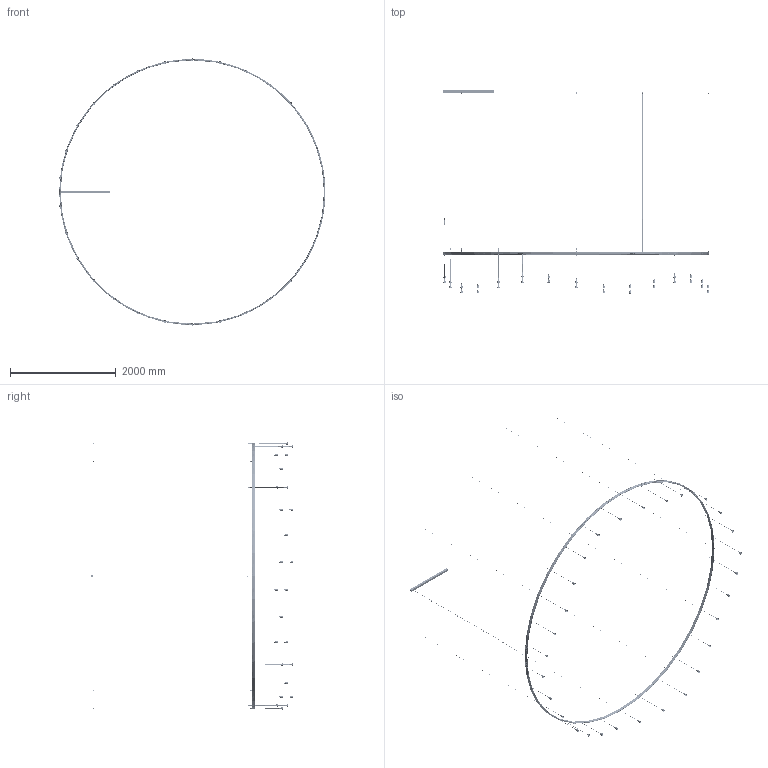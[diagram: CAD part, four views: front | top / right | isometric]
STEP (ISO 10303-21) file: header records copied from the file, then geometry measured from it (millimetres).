
FILE_DESCRIPTION (( 'STEP AP203' ), '1' );
FILE_NAME ('35724xxxyyy SKYBELL CIRCLE S 30L 40.STEP', '2020-06-10T08:58:51', ( '' ), ( '' ), 'SwSTEP 2.0', 'SolidWorks 2019', '' );
FILE_SCHEMA (( 'CONFIG_CONTROL_DESIGN' ));
Length unit declared in the file: millimetre
Products named in the file (141): 908-053-500; 357-009 +357-012; 357-002; SUB357-001 - para aligerar; 357-005; 908-053-180; 920-003; D7985-256 A2; SUB357-004 - para aligerar; SUB357-044; 259-104_COLOCADA; 908-053-250; SUB357-033; 357-126; 920-062; 357-133; 357-003; 914-072; 357-120; SUB35-002 - para aligerar; 357-232; D965-48-A2; 357-184; D934-M3; SUB357-021 - para aligerar; 357-136; D913-512A2; 357-183; 918-052; 909-085; 357-116; D965-416A2; 357-050; 35724xxxyyy SKYBELL CIRCLE S 30L 40; 914-187; 357-001; 259-809; 357-009; 357-102; CABLE S 12 ...
Assembly tree (546 placements, depth 4):
  914-072
  35724xxxyyy SKYBELL CIRCLE S 30L 40
    357-102  x6
    SUB357-033
      357-051
      357-050
      D965-416A2  x2
      920-062
      920-003
      920-054
      920-053
      D913-512A2
      914-187  x2
    357-009 +357-012
      357-009
    357-009 +357-012
      357-009
    357-009 +357-012
      357-009
    357-009 +357-012
      357-009
    357-009 +357-012
      357-009
    357-009 +357-012
      357-009
    357-009 +357-012
      357-009
    357-009 +357-012
      357-009
    357-009 +357-012
      357-009
    357-009 +357-012
      357-009
    357-009 +357-012
      357-009
    357-009 +357-012
      357-009
    357-009 +357-012
      357-009
    357-009 +357-012
      357-009
    357-009 +357-012
      357-009
    357-009 +357-012
      357-009
    357-009 +357-012
      357-009
    357-009 +357-012
      357-009
    357-009 +357-012
      357-009
    357-009 +357-012
      357-009
    357-009 +357-012
      357-009
    357-009 +357-012
      357-009
    357-009 +357-012
      357-009
    357-009 +357-012
Bounding box: 5038.72 x 3831.08 x 5050.25 mm (x, y, z)
Volume: 6627782.5 mm3; surface area: 6462544.3 mm2
Topology: 570 solids, 570 shells, 29519 faces, 74898 edges, 47888 vertices
Faces by surface type: plane 14459, bspline 6204, cylinder 4596, cone 2918, torus 1264, sphere 78
Entity records: 113125 total; most frequent: CARTESIAN_POINT 30336, ORIENTED_EDGE 11864, DIRECTION 11720, EDGE_CURVE 5932, AXIS2_PLACEMENT_3D 4231, VERTEX_POINT 3772, LINE 3258, VECTOR 3258
